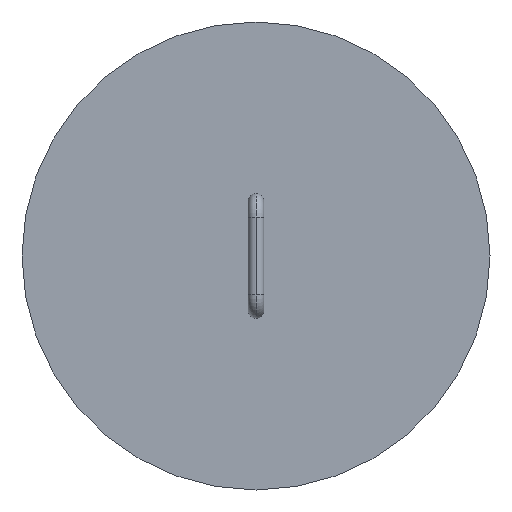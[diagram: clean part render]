
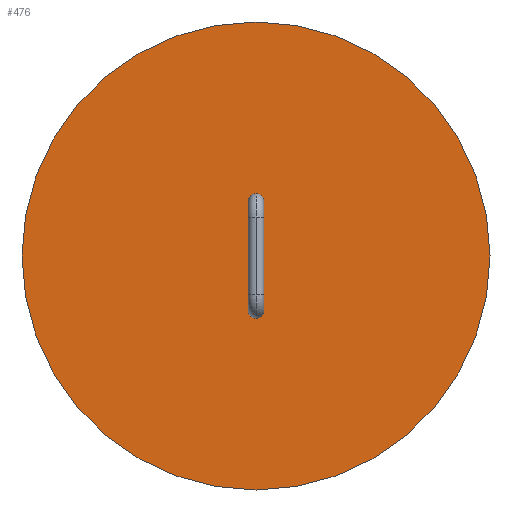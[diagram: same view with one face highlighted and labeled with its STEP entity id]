
A CAD part, front view. The second image highlights one B-rep face of the part: STEP entity #476.
In plain terms, the highlighted planar face has unit normal (0, -1, 0).
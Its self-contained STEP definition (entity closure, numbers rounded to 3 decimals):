
#13 = DIRECTION ( 'NONE',  ( 0., 1., 0. ) ) ;
#20 = DIRECTION ( 'NONE',  ( 0., 0., 1. ) ) ;
#23 = FACE_BOUND ( 'NONE', #238, .T. ) ;
#39 = EDGE_CURVE ( 'NONE', #244, #82, #113, .T. ) ;
#70 = CARTESIAN_POINT ( 'NONE',  ( 0., 0., 3. ) ) ;
#72 = EDGE_CURVE ( 'NONE', #82, #244, #125, .T. ) ;
#82 = VERTEX_POINT ( 'NONE', #83 ) ;
#83 = CARTESIAN_POINT ( 'NONE',  ( 0., 0., -4. ) ) ;
#85 = AXIS2_PLACEMENT_3D ( 'NONE', #136, #138, #137 ) ;
#95 = CARTESIAN_POINT ( 'NONE',  ( 0., 0., -15. ) ) ;
#113 = CIRCLE ( 'NONE', #157, 0.5 ) ;
#125 = CIRCLE ( 'NONE', #433, 0.5 ) ;
#131 = CIRCLE ( 'NONE', #175, 0.5 ) ;
#132 = EDGE_CURVE ( 'NONE', #315, #382, #551, .T. ) ;
#136 = CARTESIAN_POINT ( 'NONE',  ( 0., 0., 3.5 ) ) ;
#137 = DIRECTION ( 'NONE',  ( 0., 0., -1. ) ) ;
#138 = DIRECTION ( 'NONE',  ( 0., -1., 0. ) ) ;
#157 = AXIS2_PLACEMENT_3D ( 'NONE', #547, #185, #406 ) ;
#162 = EDGE_LOOP ( 'NONE', ( #420, #463 ) ) ;
#175 = AXIS2_PLACEMENT_3D ( 'NONE', #229, #263, #522 ) ;
#178 = DIRECTION ( 'NONE',  ( 0., 0., 1. ) ) ;
#185 = DIRECTION ( 'NONE',  ( 0., 1., 0. ) ) ;
#194 = EDGE_LOOP ( 'NONE', ( #274, #454 ) ) ;
#200 = ORIENTED_EDGE ( 'NONE', *, *, #362, .F. ) ;
#204 = VERTEX_POINT ( 'NONE', #461 ) ;
#205 = FACE_BOUND ( 'NONE', #162, .T. ) ;
#212 = DIRECTION ( 'NONE',  ( 0., 1., 0. ) ) ;
#219 = AXIS2_PLACEMENT_3D ( 'NONE', #357, #13, #20 ) ;
#229 = CARTESIAN_POINT ( 'NONE',  ( 0., 0., 3.5 ) ) ;
#238 = EDGE_LOOP ( 'NONE', ( #200, #270 ) ) ;
#244 = VERTEX_POINT ( 'NONE', #277 ) ;
#263 = DIRECTION ( 'NONE',  ( 0., -1., 0. ) ) ;
#270 = ORIENTED_EDGE ( 'NONE', *, *, #323, .F. ) ;
#274 = ORIENTED_EDGE ( 'NONE', *, *, #333, .F. ) ;
#277 = CARTESIAN_POINT ( 'NONE',  ( 0., 0., -3. ) ) ;
#283 = CARTESIAN_POINT ( 'NONE',  ( 0., 0., 0. ) ) ;
#287 = PLANE ( 'NONE',  #405 ) ;
#300 = CIRCLE ( 'NONE', #320, 15. ) ;
#313 = CARTESIAN_POINT ( 'NONE',  ( 0., 0., 15. ) ) ;
#315 = VERTEX_POINT ( 'NONE', #313 ) ;
#320 = AXIS2_PLACEMENT_3D ( 'NONE', #440, #436, #178 ) ;
#323 = EDGE_CURVE ( 'NONE', #204, #402, #131, .T. ) ;
#332 = CIRCLE ( 'NONE', #85, 0.5 ) ;
#333 = EDGE_CURVE ( 'NONE', #382, #315, #300, .T. ) ;
#337 = CARTESIAN_POINT ( 'NONE',  ( 0., 0., -3.5 ) ) ;
#357 = CARTESIAN_POINT ( 'NONE',  ( 0., 0., 0. ) ) ;
#362 = EDGE_CURVE ( 'NONE', #402, #204, #332, .T. ) ;
#380 = DIRECTION ( 'NONE',  ( 0., 0., 1. ) ) ;
#382 = VERTEX_POINT ( 'NONE', #95 ) ;
#402 = VERTEX_POINT ( 'NONE', #70 ) ;
#405 = AXIS2_PLACEMENT_3D ( 'NONE', #283, #412, #380 ) ;
#406 = DIRECTION ( 'NONE',  ( 0., 0., 1. ) ) ;
#412 = DIRECTION ( 'NONE',  ( 0., 1., 0. ) ) ;
#415 = FACE_OUTER_BOUND ( 'NONE', #194, .T. ) ;
#420 = ORIENTED_EDGE ( 'NONE', *, *, #39, .T. ) ;
#433 = AXIS2_PLACEMENT_3D ( 'NONE', #337, #212, #472 ) ;
#436 = DIRECTION ( 'NONE',  ( 0., 1., 0. ) ) ;
#440 = CARTESIAN_POINT ( 'NONE',  ( 0., 0., 0. ) ) ;
#454 = ORIENTED_EDGE ( 'NONE', *, *, #132, .F. ) ;
#461 = CARTESIAN_POINT ( 'NONE',  ( 0., 0., 4. ) ) ;
#463 = ORIENTED_EDGE ( 'NONE', *, *, #72, .T. ) ;
#472 = DIRECTION ( 'NONE',  ( 0., 0., 1. ) ) ;
#476 = ADVANCED_FACE ( 'NONE', ( #415, #23, #205 ), #287, .F. ) ;
#522 = DIRECTION ( 'NONE',  ( 0., 0., -1. ) ) ;
#547 = CARTESIAN_POINT ( 'NONE',  ( 0., 0., -3.5 ) ) ;
#551 = CIRCLE ( 'NONE', #219, 15. ) ;
